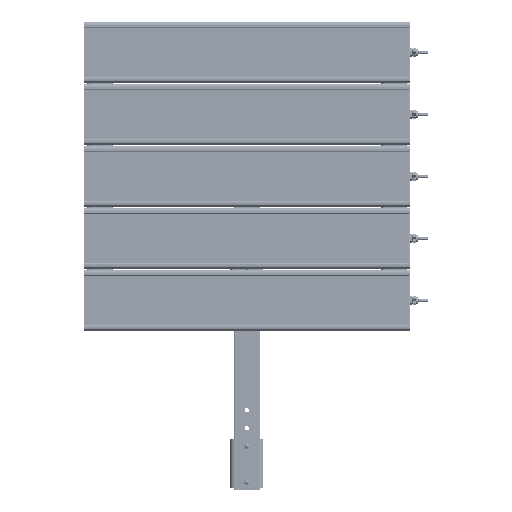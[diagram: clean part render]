
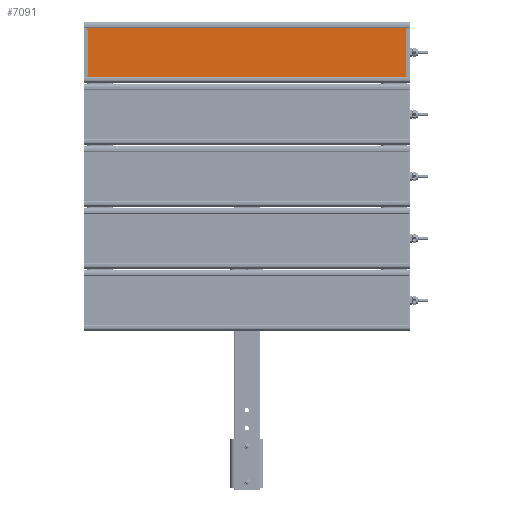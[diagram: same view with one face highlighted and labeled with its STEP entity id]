
A CAD part, front view. The second image highlights one B-rep face of the part: STEP entity #7091.
In plain terms, the highlighted face is planar.
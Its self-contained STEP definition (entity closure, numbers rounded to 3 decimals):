
#7091=ADVANCED_FACE('',(#16465),#16467,.T.);
#16465=FACE_BOUND('',#16466,.T.);
#16466=EDGE_LOOP('',(#47852,#47853,#47854,#47855));
#16467=PLANE('',#16468);
#16468=AXIS2_PLACEMENT_3D('',#16469,#16470,#16471);
#16469=CARTESIAN_POINT('',(2111.497,401.002,-34.582));
#16470=DIRECTION('',(0.,0.,-1.));
#16471=DIRECTION('',(0.,1.,0.));
#47852=ORIENTED_EDGE('',*,*,#56870,.F.);
#47853=ORIENTED_EDGE('',*,*,#56869,.T.);
#47854=ORIENTED_EDGE('',*,*,#56871,.F.);
#47855=ORIENTED_EDGE('',*,*,#56872,.F.);
#56869=EDGE_CURVE('',#63671,#63675,#63677,.T.);
#56870=EDGE_CURVE('',#63671,#63678,#63679,.T.);
#56871=EDGE_CURVE('',#63680,#63675,#63681,.T.);
#56872=EDGE_CURVE('',#63678,#63680,#63682,.T.);
#63671=VERTEX_POINT('',#84441);
#63675=VERTEX_POINT('',#84449);
#63677=LINE('',#84453,#84454);
#63678=VERTEX_POINT('',#84456);
#63679=LINE('',#84457,#84458);
#63680=VERTEX_POINT('',#84460);
#63681=LINE('',#84461,#84462);
#63682=LINE('',#84464,#84465);
#84441=CARTESIAN_POINT('',(2111.497,565.13,-34.582));
#84449=CARTESIAN_POINT('',(3107.497,565.13,-34.582));
#84453=CARTESIAN_POINT('',(2111.497,565.13,-34.582));
#84454=VECTOR('',#84455,1.);
#84455=DIRECTION('',(1.,0.,0.));
#84456=CARTESIAN_POINT('',(2111.497,401.002,-34.582));
#84457=CARTESIAN_POINT('',(2111.497,565.13,-34.582));
#84458=VECTOR('',#84459,1.);
#84459=DIRECTION('',(0.,-1.,0.));
#84460=CARTESIAN_POINT('',(3107.497,401.002,-34.582));
#84461=CARTESIAN_POINT('',(3107.497,401.002,-34.582));
#84462=VECTOR('',#84463,1.);
#84463=DIRECTION('',(0.,1.,0.));
#84464=CARTESIAN_POINT('',(2111.497,401.002,-34.582));
#84465=VECTOR('',#84466,1.);
#84466=DIRECTION('',(1.,0.,0.));
